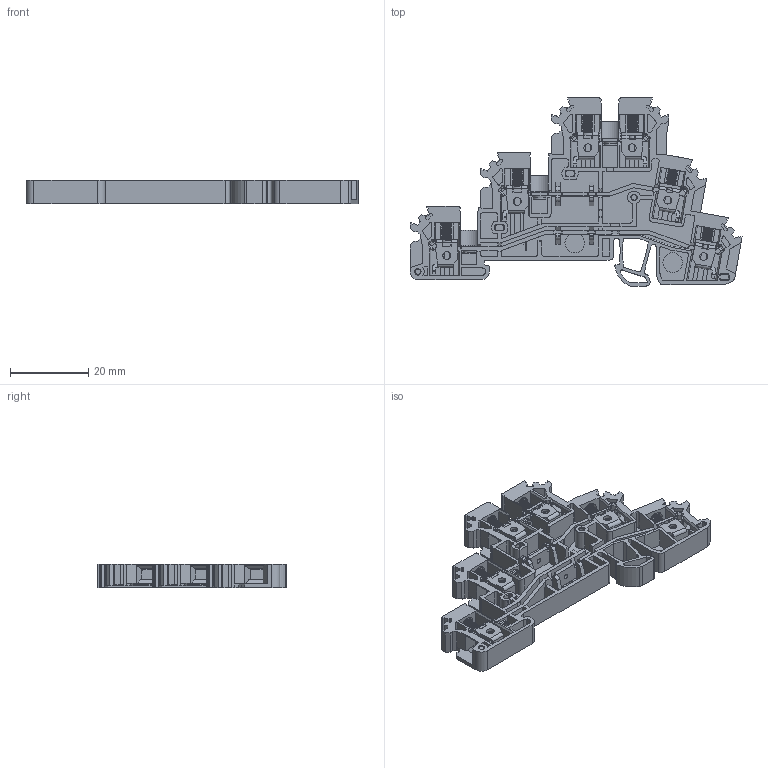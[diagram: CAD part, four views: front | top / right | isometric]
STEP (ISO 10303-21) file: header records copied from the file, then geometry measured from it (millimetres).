
FILE_DESCRIPTION(('STEP AP203'), '1');
FILE_NAME('MTU-TR2.5_3D', '2024-11-19T13:55:41', (' '), (' '), 'C3D Converter', 'C3D Toolkit', '');
FILE_SCHEMA(('CONFIG_CONTROL_DESIGN'));
Length unit declared in the file: millimetre
Products named in the file (8): 030942; XIAYK; SHANGDDP; XIADDP; ZHONGDDP; RBT25-3LA
Assembly tree (16 placements, depth 2):
  (unnamed)
    030942  x2
    030942  x4
    XIAYK  x6
    SHANGDDP
    XIADDP
    ZHONGDDP
    RBT25-3LA
Bounding box: 84.75 x 48 x 6 mm (x, y, z)
Volume: 6749.1 mm3; surface area: 15073.3 mm2
Topology: 16 solids, 16 shells, 1991 faces, 5711 edges, 3745 vertices
Faces by surface type: plane 1416, cylinder 492, cone 48, torus 23, bspline 12
Full cylindrical faces by diameter (mm): 1.2 x2, 1.38 x2, 1.8 x6, 2 x12, 2.082 x1, 2.5 x74, 3.2 x3, 3.8 x6, 3.95 x4, 5 x2
Entity records: 60508 total; most frequent: CARTESIAN_POINT 20190, ORIENTED_EDGE 8606, DIRECTION 7721, EDGE_CURVE 4303, LINE 3517, VECTOR 3517, VERTEX_POINT 2849, AXIS2_PLACEMENT_3D 2102
